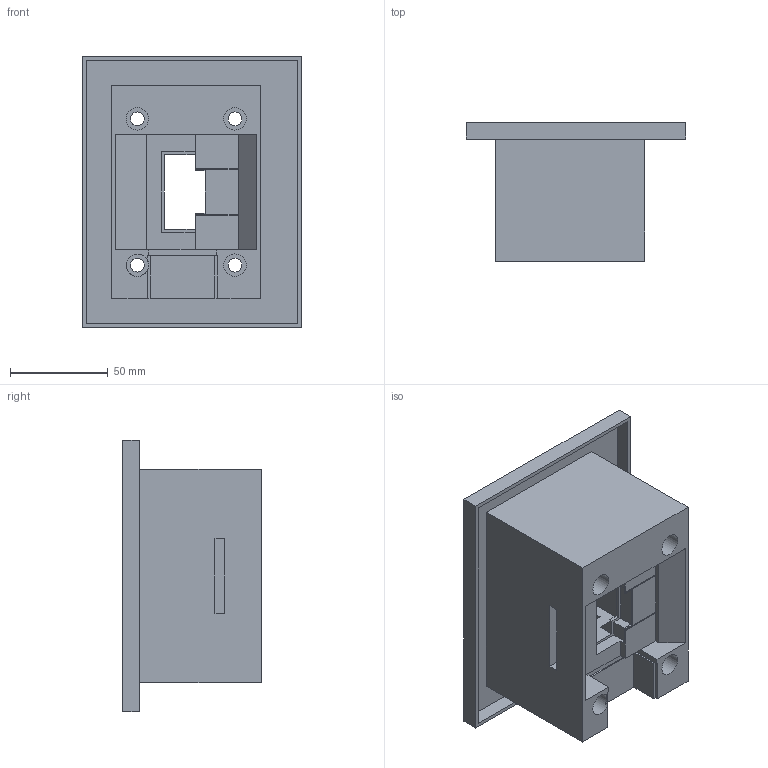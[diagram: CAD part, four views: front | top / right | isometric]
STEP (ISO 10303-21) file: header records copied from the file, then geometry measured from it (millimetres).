
FILE_DESCRIPTION(/* description */ (''),/* implementation_level */ '2;1');
FILE_NAME(/* name */ 'Chamber_coverslip_windowed.stp',/* time_stamp */ '2018-09-11T22:02:14+01:00',/* author */ ('ctr26'),/* organization */ (''),/* preprocessor_version */ 'ST-DEVELOPER v16.5',/* originating_system */ 'Autodesk Inventor 2017',/* authorisation */ '');
FILE_SCHEMA (('AUTOMOTIVE_DESIGN { 1 0 10303 214 3 1 1 }'));
Length unit declared in the file: millimetre
Products named in the file (1): Chamber_coverslip_windowed.v8
Bounding box: 112.34 x 71 x 139.12 mm (x, y, z)
Volume: 451347 mm3; surface area: 88346.5 mm2
Topology: 1 solids, 1 shells, 117 faces, 406 edges, 388 vertices
Faces by surface type: plane 102, cylinder 8, bspline 7
Full cylindrical faces by diameter (mm): 7 x4, 11.5 x4
Entity records: 4652 total; most frequent: CARTESIAN_POINT 1283, DIRECTION 628, ORIENTED_EDGE 612, LINE 372, VECTOR 372, EDGE_CURVE 306, VERTEX_POINT 205, EDGE_LOOP 143
